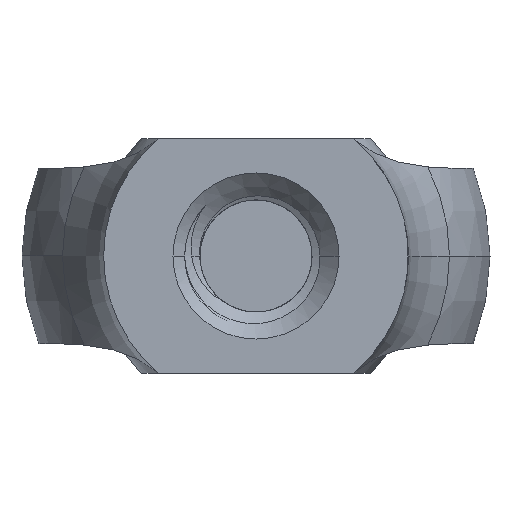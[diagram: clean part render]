
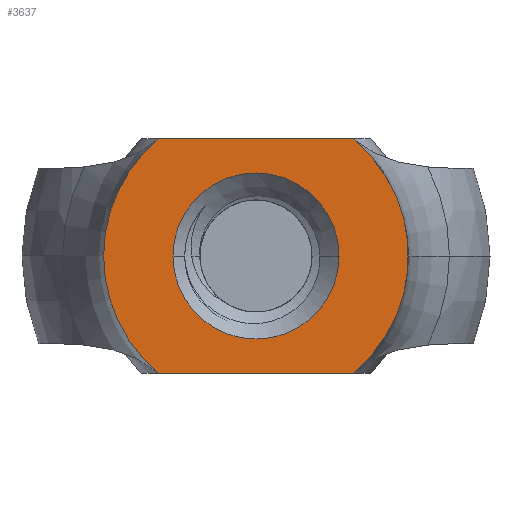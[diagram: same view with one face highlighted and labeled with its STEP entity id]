
A CAD part, front view. The second image highlights one B-rep face of the part: STEP entity #3637.
In plain terms, the highlighted planar face has unit normal (0, -1, 0).
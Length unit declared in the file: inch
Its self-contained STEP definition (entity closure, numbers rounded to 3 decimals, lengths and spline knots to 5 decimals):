
#213 = DIRECTION ( 'NONE',  ( -1., 0., 0. ) ) ;
#311 = ORIENTED_EDGE ( 'NONE', *, *, #5262, .F. ) ;
#315 = VERTEX_POINT ( 'NONE', #1549 ) ;
#415 = ORIENTED_EDGE ( 'NONE', *, *, #5142, .F. ) ;
#436 = CIRCLE ( 'NONE', #942, 0.203 ) ;
#446 = CARTESIAN_POINT ( 'NONE',  ( 0.203, -0.5, 0. ) ) ;
#559 = CARTESIAN_POINT ( 'NONE',  ( 0.1299, -0.5, -0.156 ) ) ;
#603 = EDGE_CURVE ( 'NONE', #3912, #1944, #2151, .T. ) ;
#610 = EDGE_LOOP ( 'NONE', ( #311, #5267 ) ) ;
#788 = VECTOR ( 'NONE', #3294, 39.37008 ) ;
#792 = DIRECTION ( 'NONE',  ( 0., 1., 0. ) ) ;
#853 = DIRECTION ( 'NONE',  ( 0., 1., 0. ) ) ;
#863 = ORIENTED_EDGE ( 'NONE', *, *, #3974, .F. ) ;
#942 = AXIS2_PLACEMENT_3D ( 'NONE', #3248, #792, #3661 ) ;
#1138 = CIRCLE ( 'NONE', #2579, 0.203 ) ;
#1225 = ORIENTED_EDGE ( 'NONE', *, *, #2512, .F. ) ;
#1331 = CARTESIAN_POINT ( 'NONE',  ( 0., -0.5, 0. ) ) ;
#1472 = FACE_OUTER_BOUND ( 'NONE', #2332, .T. ) ;
#1549 = CARTESIAN_POINT ( 'NONE',  ( 0.1299, -0.5, 0.156 ) ) ;
#1681 = EDGE_CURVE ( 'NONE', #315, #3752, #4013, .T. ) ;
#1734 = DIRECTION ( 'NONE',  ( 1., 0., 0. ) ) ;
#1759 = CARTESIAN_POINT ( 'NONE',  ( 0., -0.5, 0. ) ) ;
#1944 = VERTEX_POINT ( 'NONE', #559 ) ;
#1997 = CARTESIAN_POINT ( 'NONE',  ( 0., -0.5, 0. ) ) ;
#2088 = CARTESIAN_POINT ( 'NONE',  ( -0.156, -0.5, -0.156 ) ) ;
#2151 = LINE ( 'NONE', #2088, #788 ) ;
#2172 = DIRECTION ( 'NONE',  ( -1., 0., 0. ) ) ;
#2191 = CARTESIAN_POINT ( 'NONE',  ( -0.203, -0.5, 0. ) ) ;
#2308 = CIRCLE ( 'NONE', #4730, 0.11065 ) ;
#2332 = EDGE_LOOP ( 'NONE', ( #3550, #1225, #5322, #415, #863 ) ) ;
#2384 = CARTESIAN_POINT ( 'NONE',  ( 0.11065, -0.5, 0. ) ) ;
#2408 = DIRECTION ( 'NONE',  ( 1., 0., 0. ) ) ;
#2512 = EDGE_CURVE ( 'NONE', #315, #1944, #436, .T. ) ;
#2578 = FACE_BOUND ( 'NONE', #610, .T. ) ;
#2579 = AXIS2_PLACEMENT_3D ( 'NONE', #5134, #2652, #213 ) ;
#2614 = AXIS2_PLACEMENT_3D ( 'NONE', #1759, #4652, #2172 ) ;
#2652 = DIRECTION ( 'NONE',  ( 0., 1., 0. ) ) ;
#2924 = CARTESIAN_POINT ( 'NONE',  ( -0.1299, -0.5, 0.156 ) ) ;
#2940 = CIRCLE ( 'NONE', #4510, 0.11065 ) ;
#3032 = CIRCLE ( 'NONE', #2614, 0.203 ) ;
#3248 = CARTESIAN_POINT ( 'NONE',  ( 0., -0.5, 0. ) ) ;
#3294 = DIRECTION ( 'NONE',  ( 1., 0., 0. ) ) ;
#3550 = ORIENTED_EDGE ( 'NONE', *, *, #603, .T. ) ;
#3610 = CARTESIAN_POINT ( 'NONE',  ( -0.156, -0.5, 0.156 ) ) ;
#3637 = ADVANCED_FACE ( 'NONE', ( #2578, #1472 ), #3702, .F. ) ;
#3661 = DIRECTION ( 'NONE',  ( -1., 0., 0. ) ) ;
#3702 = PLANE ( 'NONE',  #5190 ) ;
#3721 = DIRECTION ( 'NONE',  ( -1., 0., 0. ) ) ;
#3752 = VERTEX_POINT ( 'NONE', #2924 ) ;
#3912 = VERTEX_POINT ( 'NONE', #5011 ) ;
#3974 = EDGE_CURVE ( 'NONE', #3912, #4020, #3032, .T. ) ;
#4013 = LINE ( 'NONE', #3610, #5140 ) ;
#4020 = VERTEX_POINT ( 'NONE', #2191 ) ;
#4204 = DIRECTION ( 'NONE',  ( 0., -1., 0. ) ) ;
#4318 = CARTESIAN_POINT ( 'NONE',  ( -0.11065, -0.5, 0. ) ) ;
#4510 = AXIS2_PLACEMENT_3D ( 'NONE', #1997, #4889, #2408 ) ;
#4609 = EDGE_CURVE ( 'NONE', #5254, #5258, #2308, .T. ) ;
#4652 = DIRECTION ( 'NONE',  ( 0., 1., 0. ) ) ;
#4730 = AXIS2_PLACEMENT_3D ( 'NONE', #1331, #4204, #1734 ) ;
#4889 = DIRECTION ( 'NONE',  ( 0., -1., 0. ) ) ;
#4894 = DIRECTION ( 'NONE',  ( -1., 0., 0. ) ) ;
#5011 = CARTESIAN_POINT ( 'NONE',  ( -0.1299, -0.5, -0.156 ) ) ;
#5134 = CARTESIAN_POINT ( 'NONE',  ( 0., -0.5, 0. ) ) ;
#5140 = VECTOR ( 'NONE', #4894, 39.37008 ) ;
#5142 = EDGE_CURVE ( 'NONE', #4020, #3752, #1138, .T. ) ;
#5190 = AXIS2_PLACEMENT_3D ( 'NONE', #446, #853, #3721 ) ;
#5254 = VERTEX_POINT ( 'NONE', #4318 ) ;
#5258 = VERTEX_POINT ( 'NONE', #2384 ) ;
#5262 = EDGE_CURVE ( 'NONE', #5258, #5254, #2940, .T. ) ;
#5267 = ORIENTED_EDGE ( 'NONE', *, *, #4609, .F. ) ;
#5322 = ORIENTED_EDGE ( 'NONE', *, *, #1681, .T. ) ;
